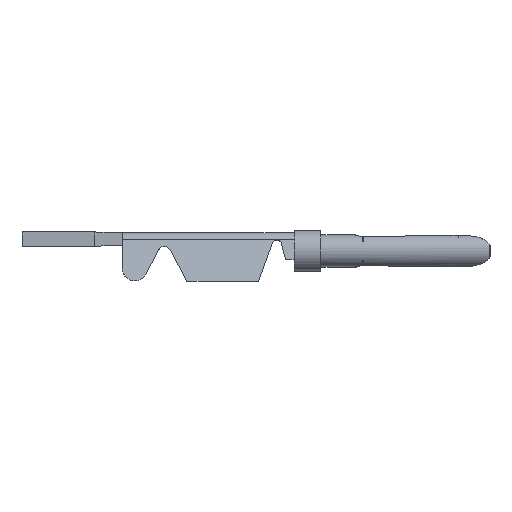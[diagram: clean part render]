
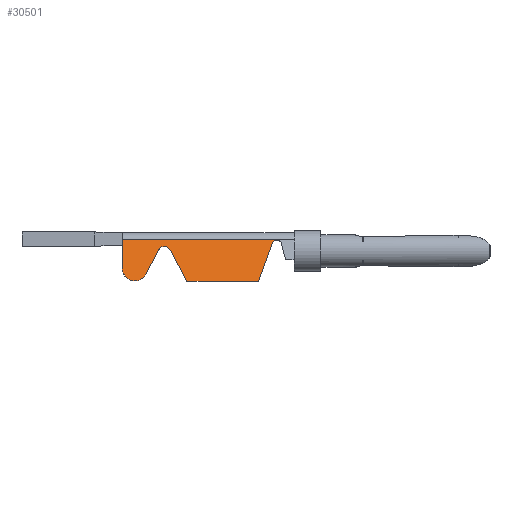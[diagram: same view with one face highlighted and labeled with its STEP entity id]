
A CAD part, left-side view. The second image highlights one B-rep face of the part: STEP entity #30501.
In plain terms, the highlighted planar face has unit normal (-0.95, 0, 0.312).
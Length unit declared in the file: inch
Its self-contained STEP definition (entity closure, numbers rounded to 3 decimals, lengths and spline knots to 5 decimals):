
#257 = CARTESIAN_POINT ( 'NONE',  ( -2.01379, -0.018, -0.05484 ) ) ;
#1185 = EDGE_CURVE ( 'NONE', #20760, #3887, #25554, .T. ) ;
#1519 = LINE ( 'NONE', #30561, #19776 ) ;
#2067 = EDGE_CURVE ( 'NONE', #6136, #9971, #1519, .T. ) ;
#2621 = EDGE_CURVE ( 'NONE', #4416, #3887, #12630, .T. ) ;
#2770 = EDGE_CURVE ( 'NONE', #9971, #9185, #14119, .T. ) ;
#3138 = VERTEX_POINT ( 'NONE', #18083 ) ;
#3887 = VERTEX_POINT ( 'NONE', #24348 ) ;
#4416 = VERTEX_POINT ( 'NONE', #8284 ) ;
#4584 = CARTESIAN_POINT ( 'NONE',  ( -2.01379, -0.00746, -0.05484 ) ) ;
#4595 = DIRECTION ( 'NONE',  ( 0., 1., 0. ) ) ;
#4747 = CARTESIAN_POINT ( 'NONE',  ( -2.01392, -0.09401, -0.05524 ) ) ;
#4818 = CARTESIAN_POINT ( 'NONE',  ( -1.99431, -0.22143, 0.00449 ) ) ;
#4944 = DIRECTION ( 'NONE',  ( 0.279, 0.448, 0.849 ) ) ;
#5043 = CARTESIAN_POINT ( 'NONE',  ( -2.01134, 0., -0.04738 ) ) ;
#5174 = CARTESIAN_POINT ( 'NONE',  ( -2.01392, -0.25, -0.05524 ) ) ;
#5769 = VECTOR ( 'NONE', #4944, 39.37008 ) ;
#6136 = VERTEX_POINT ( 'NONE', #28032 ) ;
#6192 = CARTESIAN_POINT ( 'NONE',  ( -2.01392, 0., -0.05524 ) ) ;
#6199 = CARTESIAN_POINT ( 'NONE',  ( -1.98625, -0.07314, 0.02905 ) ) ;
#6583 = EDGE_CURVE ( 'NONE', #21033, #7916, #30588, .T. ) ;
#7579 = CARTESIAN_POINT ( 'NONE',  ( -1.99575, -0.21817, 0.0001 ) ) ;
#7799 = FACE_OUTER_BOUND ( 'NONE', #16753, .T. ) ;
#7916 = VERTEX_POINT ( 'NONE', #18116 ) ;
#8274 = ORIENTED_EDGE ( 'NONE', *, *, #22224, .F. ) ;
#8284 = CARTESIAN_POINT ( 'NONE',  ( -2.00788, 0., -0.03684 ) ) ;
#8533 = DIRECTION ( 'NONE',  ( 0.312, 0., 0.95 ) ) ;
#9185 = VERTEX_POINT ( 'NONE', #26773 ) ;
#9377 = CARTESIAN_POINT ( 'NONE',  ( -2.00788, 0., -0.03684 ) ) ;
#9971 = VERTEX_POINT ( 'NONE', #4747 ) ;
#11039 = DIRECTION ( 'NONE',  ( -0.279, 0.448, -0.849 ) ) ;
#11046 = ORIENTED_EDGE ( 'NONE', *, *, #6583, .F. ) ;
#11118 = VERTEX_POINT ( 'NONE', #7579 ) ;
#12025 = ORIENTED_EDGE ( 'NONE', *, *, #1185, .T. ) ;
#12156 = EDGE_CURVE ( 'NONE', #9185, #3138, #14260, .T. ) ;
#12499 = EDGE_CURVE ( 'NONE', #11118, #6136, #18659, .T. ) ;
#12630 = LINE ( 'NONE', #6192, #17660 ) ;
#13693 = VECTOR ( 'NONE', #25030, 39.37008 ) ;
#14119 = LINE ( 'NONE', #23531, #5769 ) ;
#14260 =( BOUNDED_CURVE ( )  B_SPLINE_CURVE ( 3, ( #17942, #29047, #24748, #22429 ),
 .UNSPECIFIED., .F., .F. ) 
 B_SPLINE_CURVE_WITH_KNOTS ( ( 4, 4 ),
 ( 5.19813, 7.36824 ),
 .UNSPECIFIED. ) 
 CURVE ( )  GEOMETRIC_REPRESENTATION_ITEM ( )  RATIONAL_B_SPLINE_CURVE ( ( 1., 0.645, 0.645, 1. ) ) 
 REPRESENTATION_ITEM ( '' )  );
#14293 = CARTESIAN_POINT ( 'NONE',  ( -1.99575, -0.21817, 0.0001 ) ) ;
#14643 = CARTESIAN_POINT ( 'NONE',  ( -1.99425, -0.22427, 0.00468 ) ) ;
#15583 = AXIS2_PLACEMENT_3D ( 'NONE', #5174, #26235, #21447 ) ;
#16753 = EDGE_LOOP ( 'NONE', ( #24220, #12025, #29468, #8274, #11046, #17477, #21042, #29597, #20660, #22085 ) ) ;
#16895 = CARTESIAN_POINT ( 'NONE',  ( -1.99425, -0.22427, 0.00468 ) ) ;
#16971 = CARTESIAN_POINT ( 'NONE',  ( -2.01263, -0.03072, -0.0513 ) ) ;
#17477 = ORIENTED_EDGE ( 'NONE', *, *, #28036, .F. ) ;
#17660 = VECTOR ( 'NONE', #8533, 39.37008 ) ;
#17942 = CARTESIAN_POINT ( 'NONE',  ( -1.99909, -0.07017, -0.01008 ) ) ;
#18083 = CARTESIAN_POINT ( 'NONE',  ( -1.99909, -0.05248, -0.01008 ) ) ;
#18116 = CARTESIAN_POINT ( 'NONE',  ( -2.01379, -0.018, -0.05484 ) ) ;
#18659 = LINE ( 'NONE', #28090, #13693 ) ;
#18927 = CARTESIAN_POINT ( 'NONE',  ( -1.99488, -0.21915, 0.00278 ) ) ;
#19133 = PLANE ( 'NONE',  #15583 ) ;
#19228 =( BOUNDED_CURVE ( )  B_SPLINE_CURVE ( 3, ( #16895, #4818, #18927, #14293 ),
 .UNSPECIFIED., .F., .F. ) 
 B_SPLINE_CURVE_WITH_KNOTS ( ( 4, 4 ),
 ( 0.06735, 1.21976 ),
 .UNSPECIFIED. ) 
 CURVE ( )  GEOMETRIC_REPRESENTATION_ITEM ( )  RATIONAL_B_SPLINE_CURVE ( ( 1., 0.892, 0.892, 1. ) ) 
 REPRESENTATION_ITEM ( '' )  );
#19776 = VECTOR ( 'NONE', #22055, 39.37008 ) ;
#19855 = LINE ( 'NONE', #6199, #28256 ) ;
#20660 = ORIENTED_EDGE ( 'NONE', *, *, #2067, .F. ) ;
#20760 = VERTEX_POINT ( 'NONE', #14643 ) ;
#21033 = VERTEX_POINT ( 'NONE', #25711 ) ;
#21042 = ORIENTED_EDGE ( 'NONE', *, *, #12156, .F. ) ;
#21447 = DIRECTION ( 'NONE',  ( 0.312, 0., 0.95 ) ) ;
#22055 = DIRECTION ( 'NONE',  ( 0., 1., 0. ) ) ;
#22085 = ORIENTED_EDGE ( 'NONE', *, *, #12499, .F. ) ;
#22224 = EDGE_CURVE ( 'NONE', #7916, #4416, #27714, .T. ) ;
#22429 = CARTESIAN_POINT ( 'NONE',  ( -1.99909, -0.05248, -0.01008 ) ) ;
#22885 = EDGE_CURVE ( 'NONE', #20760, #11118, #19228, .T. ) ;
#23531 = CARTESIAN_POINT ( 'NONE',  ( -2.03342, -0.12537, -0.11464 ) ) ;
#24220 = ORIENTED_EDGE ( 'NONE', *, *, #22885, .F. ) ;
#24348 = CARTESIAN_POINT ( 'NONE',  ( -1.99425, 0., 0.00468 ) ) ;
#24748 = CARTESIAN_POINT ( 'NONE',  ( -1.99644, -0.05675, -0.00199 ) ) ;
#25030 = DIRECTION ( 'NONE',  ( -0.295, 0.329, -0.897 ) ) ;
#25554 = LINE ( 'NONE', #25843, #29269 ) ;
#25711 = CARTESIAN_POINT ( 'NONE',  ( -2.01064, -0.03392, -0.04524 ) ) ;
#25843 = CARTESIAN_POINT ( 'NONE',  ( -1.99425, -0.25, 0.00468 ) ) ;
#26235 = DIRECTION ( 'NONE',  ( -0.95, 0., 0.312 ) ) ;
#26426 = CARTESIAN_POINT ( 'NONE',  ( -2.01379, -0.02485, -0.05484 ) ) ;
#26773 = CARTESIAN_POINT ( 'NONE',  ( -1.99909, -0.07017, -0.01008 ) ) ;
#27714 =( BOUNDED_CURVE ( )  B_SPLINE_CURVE ( 3, ( #257, #4584, #5043, #9377 ),
 .UNSPECIFIED., .F., .F. ) 
 B_SPLINE_CURVE_WITH_KNOTS ( ( 4, 4 ),
 ( 3.14159, 4.71239 ),
 .UNSPECIFIED. ) 
 CURVE ( )  GEOMETRIC_REPRESENTATION_ITEM ( )  RATIONAL_B_SPLINE_CURVE ( ( 1., 0.805, 0.805, 1. ) ) 
 REPRESENTATION_ITEM ( '' )  );
#28032 = CARTESIAN_POINT ( 'NONE',  ( -2.01392, -0.1979, -0.05524 ) ) ;
#28036 = EDGE_CURVE ( 'NONE', #3138, #21033, #19855, .T. ) ;
#28090 = CARTESIAN_POINT ( 'NONE',  ( -2.00888, -0.20353, -0.03988 ) ) ;
#28256 = VECTOR ( 'NONE', #11039, 39.37008 ) ;
#28569 = CARTESIAN_POINT ( 'NONE',  ( -2.01064, -0.03392, -0.04524 ) ) ;
#28869 = CARTESIAN_POINT ( 'NONE',  ( -2.01379, -0.018, -0.05484 ) ) ;
#29047 = CARTESIAN_POINT ( 'NONE',  ( -1.99644, -0.0659, -0.00199 ) ) ;
#29269 = VECTOR ( 'NONE', #4595, 39.37008 ) ;
#29468 = ORIENTED_EDGE ( 'NONE', *, *, #2621, .F. ) ;
#29597 = ORIENTED_EDGE ( 'NONE', *, *, #2770, .F. ) ;
#30501 = ADVANCED_FACE ( 'NONE', ( #7799 ), #19133, .T. ) ;
#30561 = CARTESIAN_POINT ( 'NONE',  ( -2.01392, -0.25, -0.05524 ) ) ;
#30588 =( BOUNDED_CURVE ( )  B_SPLINE_CURVE ( 3, ( #28569, #16971, #26426, #28869 ),
 .UNSPECIFIED., .F., .F. ) 
 B_SPLINE_CURVE_WITH_KNOTS ( ( 4, 4 ),
 ( 2.05654, 3.14159 ),
 .UNSPECIFIED. ) 
 CURVE ( )  GEOMETRIC_REPRESENTATION_ITEM ( )  RATIONAL_B_SPLINE_CURVE ( ( 1., 0.904, 0.904, 1. ) ) 
 REPRESENTATION_ITEM ( '' )  );
